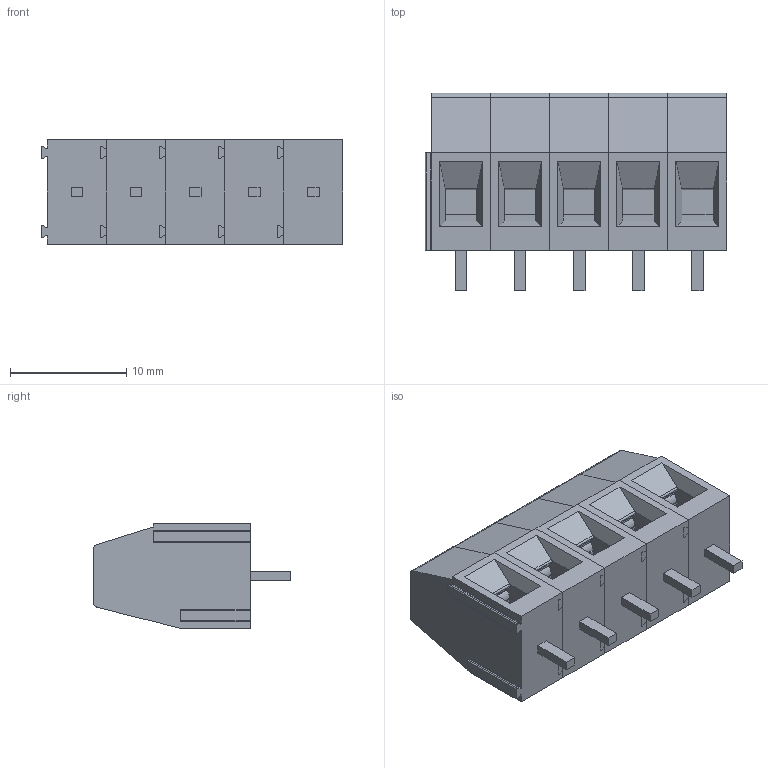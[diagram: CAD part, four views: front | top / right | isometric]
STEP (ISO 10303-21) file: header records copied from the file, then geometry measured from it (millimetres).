
FILE_DESCRIPTION(/* description */ (''),/* implementation_level */ '2;1');
FILE_NAME(/* name */ 'MK6A98~1',/* time_stamp */ '2018-02-26T19:23:04+03:00',/* author */ (''),/* organization */ (''),/* preprocessor_version */ 'ST-DEVELOPER v15',/* originating_system */ '',/* authorisation */ '');
FILE_SCHEMA (('AUTOMOTIVE_DESIGN'));
Length unit declared in the file: millimetre
Products named in the file (1): Document
Bounding box: 25.95 x 17 x 9 mm (x, y, z)
Surface area: 3550.7 mm2 (no closed solid volume)
Topology: 0 solids, 20 shells, 775 faces, 2210 edges, 1470 vertices
Faces by surface type: plane 460, bspline 315
Entity records: 32815 total; most frequent: CARTESIAN_POINT 18917, ORIENTED_EDGE 4280, EDGE_CURVE 2210, B_SPLINE_CURVE_WITH_KNOTS 1780, VERTEX_POINT 1470, EDGE_LOOP 850, ADVANCED_FACE 775, FACE_OUTER_BOUND 775
